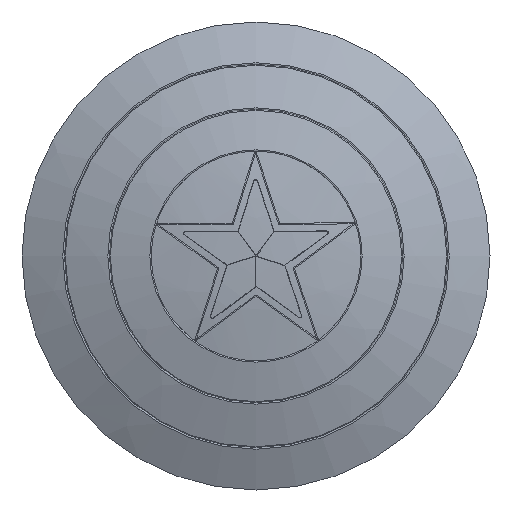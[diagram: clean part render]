
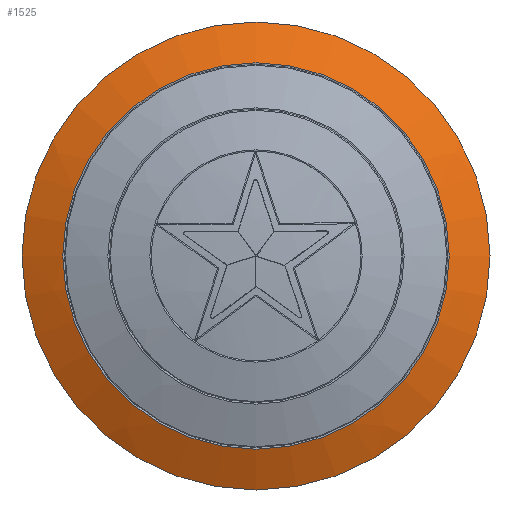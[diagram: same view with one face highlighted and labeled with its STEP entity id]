
A CAD part, left-side view. The second image highlights one B-rep face of the part: STEP entity #1525.
In plain terms, the highlighted spherical face has radius 847.222 mm.
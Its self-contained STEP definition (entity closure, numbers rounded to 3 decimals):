
#18=FACE_BOUND('',#277,.T.);
#43=SPHERICAL_SURFACE('',#1774,847.222);
#178=FACE_OUTER_BOUND('',#276,.T.);
#276=EDGE_LOOP('',(#1389));
#277=EDGE_LOOP('',(#1390));
#540=CIRCLE('',#1772,313.741);
#542=CIRCLE('',#1775,380.);
#689=VERTEX_POINT('',#3448);
#690=VERTEX_POINT('',#3452);
#922=EDGE_CURVE('',#689,#689,#540,.T.);
#924=EDGE_CURVE('',#690,#690,#542,.T.);
#1389=ORIENTED_EDGE('',*,*,#924,.F.);
#1390=ORIENTED_EDGE('',*,*,#922,.F.);
#1525=ADVANCED_FACE('',(#178,#18),#43,.T.);
#1772=AXIS2_PLACEMENT_3D('',#3449,#2270,#2271);
#1774=AXIS2_PLACEMENT_3D('',#3451,#2274,#2275);
#1775=AXIS2_PLACEMENT_3D('',#3453,#2276,#2277);
#2270=DIRECTION('center_axis',(-1.,0.,0.));
#2271=DIRECTION('ref_axis',(0.,1.,0.));
#2274=DIRECTION('center_axis',(0.,0.,1.));
#2275=DIRECTION('ref_axis',(-1.,-0.003,0.));
#2276=DIRECTION('center_axis',(1.,0.,0.));
#2277=DIRECTION('ref_axis',(0.,0.,-1.));
#3448=CARTESIAN_POINT('',(-29.767,0.,313.741));
#3449=CARTESIAN_POINT('Origin',(-29.767,0.,0.));
#3451=CARTESIAN_POINT('Origin',(757.222,0.,0.));
#3452=CARTESIAN_POINT('',(0.,380.,0.));
#3453=CARTESIAN_POINT('Origin',(0.,0.,0.));
